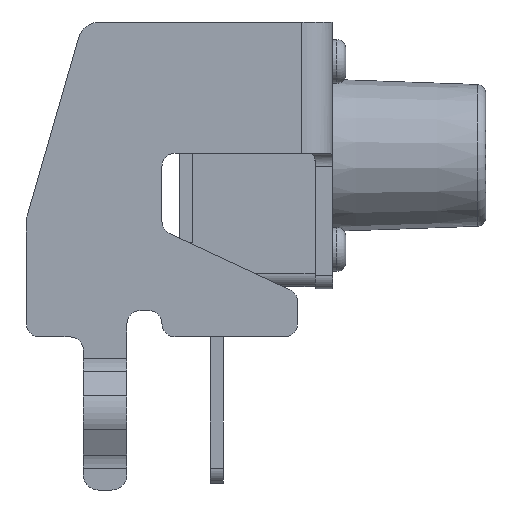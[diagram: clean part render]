
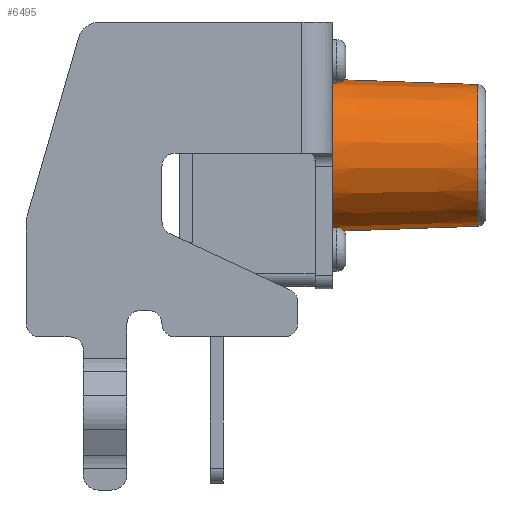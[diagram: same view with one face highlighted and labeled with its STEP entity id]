
A CAD part, left-side view. The second image highlights one B-rep face of the part: STEP entity #6495.
In plain terms, the highlighted conical face has half-angle 2 degrees and reference radius 1.75 mm.
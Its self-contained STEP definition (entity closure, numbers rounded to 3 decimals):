
#487 = CIRCLE ( 'NONE', #4476, 1.621 ) ;
#550 = DIRECTION ( 'NONE',  ( 0., 0.999, 0.035 ) ) ;
#712 = CARTESIAN_POINT ( 'NONE',  ( 0., -4.8, 4.15 ) ) ;
#1381 = DIRECTION ( 'NONE',  ( 0., 0.999, -0.035 ) ) ;
#1643 = CIRCLE ( 'NONE', #18326, 1.75 ) ;
#1985 = CARTESIAN_POINT ( 'NONE',  ( 0., -4.8, 5.9 ) ) ;
#1986 = CARTESIAN_POINT ( 'NONE',  ( 0., -4.8, 2.4 ) ) ;
#3723 = VERTEX_POINT ( 'NONE', #9635 ) ;
#3774 = EDGE_LOOP ( 'NONE', ( #9916, #4498, #9729, #8493 ) ) ;
#3865 = DIRECTION ( 'NONE',  ( 0., 0., -1. ) ) ;
#4476 = AXIS2_PLACEMENT_3D ( 'NONE', #7081, #15627, #11561 ) ;
#4498 = ORIENTED_EDGE ( 'NONE', *, *, #16616, .T. ) ;
#4677 = VECTOR ( 'NONE', #1381, 1000. ) ;
#4854 = LINE ( 'NONE', #1985, #6267 ) ;
#5082 = CARTESIAN_POINT ( 'NONE',  ( 0., -8.507, 5.771 ) ) ;
#5120 = DIRECTION ( 'NONE',  ( 0., 0., 1. ) ) ;
#6267 = VECTOR ( 'NONE', #550, 1000. ) ;
#6495 = ADVANCED_FACE ( 'NONE', ( #14043 ), #14970, .T. ) ;
#7081 = CARTESIAN_POINT ( 'NONE',  ( 0., -8.507, 4.15 ) ) ;
#8493 = ORIENTED_EDGE ( 'NONE', *, *, #10132, .T. ) ;
#8956 = CARTESIAN_POINT ( 'NONE',  ( 0., -4.8, 2.4 ) ) ;
#9635 = CARTESIAN_POINT ( 'NONE',  ( 0., -8.507, 2.529 ) ) ;
#9729 = ORIENTED_EDGE ( 'NONE', *, *, #13183, .T. ) ;
#9844 = VERTEX_POINT ( 'NONE', #1986 ) ;
#9916 = ORIENTED_EDGE ( 'NONE', *, *, #17916, .F. ) ;
#10132 = EDGE_CURVE ( 'NONE', #12359, #9844, #1643, .T. ) ;
#11130 = DIRECTION ( 'NONE',  ( 0., 1., 0. ) ) ;
#11561 = DIRECTION ( 'NONE',  ( 0., 0., 1. ) ) ;
#12359 = VERTEX_POINT ( 'NONE', #13716 ) ;
#12665 = CARTESIAN_POINT ( 'NONE',  ( 0., -4.8, 4.15 ) ) ;
#13183 = EDGE_CURVE ( 'NONE', #13401, #12359, #4854, .T. ) ;
#13401 = VERTEX_POINT ( 'NONE', #5082 ) ;
#13716 = CARTESIAN_POINT ( 'NONE',  ( 0., -4.8, 5.9 ) ) ;
#13760 = AXIS2_PLACEMENT_3D ( 'NONE', #712, #11130, #5120 ) ;
#14043 = FACE_OUTER_BOUND ( 'NONE', #3774, .T. ) ;
#14587 = LINE ( 'NONE', #8956, #4677 ) ;
#14970 = CONICAL_SURFACE ( 'NONE', #13760, 1.75, 0.035 ) ;
#15627 = DIRECTION ( 'NONE',  ( 0., 1., 0. ) ) ;
#16616 = EDGE_CURVE ( 'NONE', #3723, #13401, #487, .T. ) ;
#17916 = EDGE_CURVE ( 'NONE', #3723, #9844, #14587, .T. ) ;
#18326 = AXIS2_PLACEMENT_3D ( 'NONE', #12665, #18602, #3865 ) ;
#18602 = DIRECTION ( 'NONE',  ( 0., -1., 0. ) ) ;
